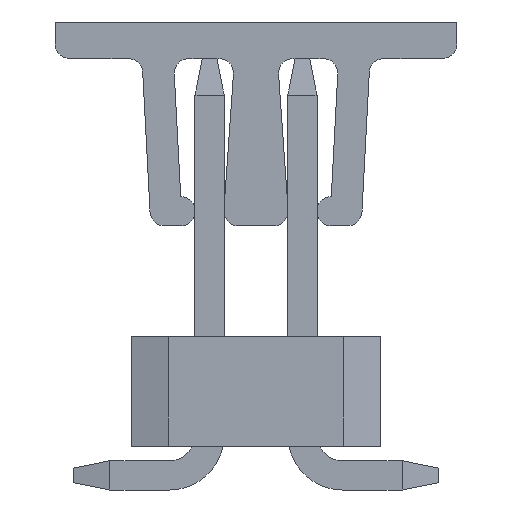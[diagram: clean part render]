
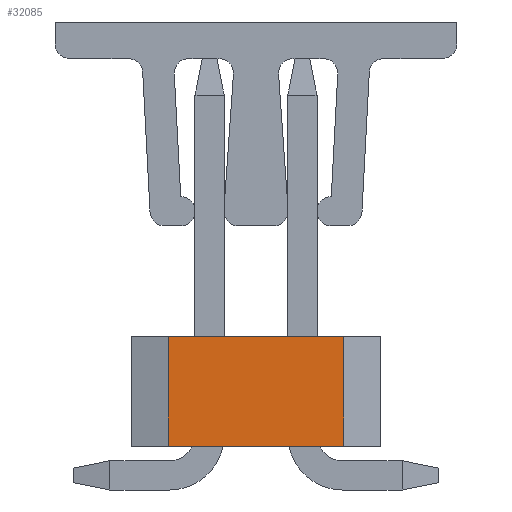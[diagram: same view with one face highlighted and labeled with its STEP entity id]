
A CAD part, front view. The second image highlights one B-rep face of the part: STEP entity #32085.
In plain terms, the highlighted face is planar.
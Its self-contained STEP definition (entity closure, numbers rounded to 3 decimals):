
#1782=ORIENTED_EDGE('',*,*,#8262,.F.);
#1783=ORIENTED_EDGE('',*,*,#8039,.T.);
#1784=ORIENTED_EDGE('',*,*,#8263,.T.);
#1785=ORIENTED_EDGE('',*,*,#8192,.F.);
#8039=EDGE_CURVE('',#11247,#11246,#13563,.T.);
#8192=EDGE_CURVE('',#11378,#11379,#13716,.T.);
#8262=EDGE_CURVE('',#11247,#11378,#13786,.T.);
#8263=EDGE_CURVE('',#11246,#11379,#13787,.T.);
#11246=VERTEX_POINT('',#42493);
#11247=VERTEX_POINT('',#42495);
#11378=VERTEX_POINT('',#42823);
#11379=VERTEX_POINT('',#42824);
#13563=LINE('',#42494,#16719);
#13716=LINE('',#42822,#16872);
#13786=LINE('',#42919,#16942);
#13787=LINE('',#42920,#16943);
#16719=VECTOR('',#35886,1000.);
#16872=VECTOR('',#36127,1000.);
#16942=VECTOR('',#36243,1000.);
#16943=VECTOR('',#36244,1000.);
#19304=EDGE_LOOP('',(#1782,#1783,#1784,#1785));
#20640=FACE_BOUND('',#19304,.T.);
#21976=PLANE('',#33368);
#32085=ADVANCED_FACE('',(#20640),#21976,.T.);
#33368=AXIS2_PLACEMENT_3D('',#42918,#36241,#36242);
#35886=DIRECTION('',(0.,0.,1.));
#36127=DIRECTION('',(0.,0.,1.));
#36241=DIRECTION('',(-1.,0.,0.));
#36242=DIRECTION('',(0.,0.,1.));
#36243=DIRECTION('',(0.,1.,0.));
#36244=DIRECTION('',(0.,1.,0.));
#42493=CARTESIAN_POINT('',(-13.97,-1.2,0.75));
#42494=CARTESIAN_POINT('',(-13.97,-1.2,-27.585));
#42495=CARTESIAN_POINT('',(-13.97,-1.2,-0.75));
#42822=CARTESIAN_POINT('',(-13.97,1.2,-27.585));
#42823=CARTESIAN_POINT('',(-13.97,1.2,-0.75));
#42824=CARTESIAN_POINT('',(-13.97,1.2,0.75));
#42918=CARTESIAN_POINT('',(-13.97,-1.7,-0.75));
#42919=CARTESIAN_POINT('',(-13.97,-1.7,-0.75));
#42920=CARTESIAN_POINT('',(-13.97,-1.7,0.75));
